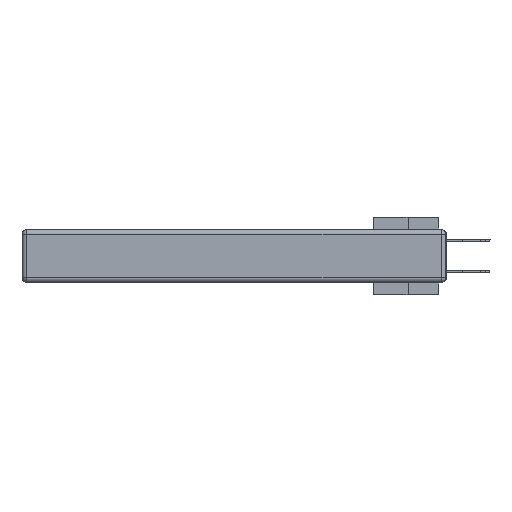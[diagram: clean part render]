
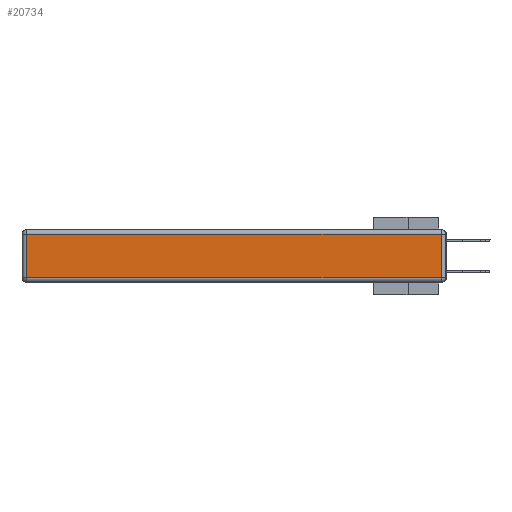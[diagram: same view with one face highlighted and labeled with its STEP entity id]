
A CAD part, left-side view. The second image highlights one B-rep face of the part: STEP entity #20734.
In plain terms, the highlighted planar face has unit normal (-1, 0, 0).
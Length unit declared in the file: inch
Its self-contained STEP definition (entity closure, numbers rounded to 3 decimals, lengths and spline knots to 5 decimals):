
#1739 = CARTESIAN_POINT ( 'NONE',  ( 0., 2.72, -0.313 ) ) ;
#2288 = EDGE_CURVE ( 'NONE', #26416, #25706, #6327, .T. ) ;
#2321 = VERTEX_POINT ( 'NONE', #1739 ) ;
#3733 = EDGE_CURVE ( 'NONE', #11293, #26416, #26312, .T. ) ;
#4347 = LINE ( 'NONE', #17795, #9131 ) ;
#6327 = LINE ( 'NONE', #13662, #29403 ) ;
#7152 = EDGE_LOOP ( 'NONE', ( #15796, #23257, #30057, #19375 ) ) ;
#9131 = VECTOR ( 'NONE', #11528, 39.37008 ) ;
#9554 = DIRECTION ( 'NONE',  ( 0., 0., 1. ) ) ;
#11293 = VERTEX_POINT ( 'NONE', #21822 ) ;
#11528 = DIRECTION ( 'NONE',  ( 0., 0., -1. ) ) ;
#12421 = CARTESIAN_POINT ( 'NONE',  ( 0., 0.03, -0.343 ) ) ;
#13662 = CARTESIAN_POINT ( 'NONE',  ( 0., 2.75, -0.03 ) ) ;
#14580 = VECTOR ( 'NONE', #9554, 39.37008 ) ;
#15460 = CARTESIAN_POINT ( 'NONE',  ( 0., 0., -0.313 ) ) ;
#15796 = ORIENTED_EDGE ( 'NONE', *, *, #21284, .T. ) ;
#15941 = DIRECTION ( 'NONE',  ( 0., 1., 0. ) ) ;
#17334 = CARTESIAN_POINT ( 'NONE',  ( 0., 0., -0.343 ) ) ;
#17487 = PLANE ( 'NONE',  #18935 ) ;
#17795 = CARTESIAN_POINT ( 'NONE',  ( 0., 2.72, -0.343 ) ) ;
#17800 = FACE_OUTER_BOUND ( 'NONE', #7152, .T. ) ;
#18935 = AXIS2_PLACEMENT_3D ( 'NONE', #17334, #26786, #24342 ) ;
#19375 = ORIENTED_EDGE ( 'NONE', *, *, #19506, .T. ) ;
#19506 = EDGE_CURVE ( 'NONE', #25706, #2321, #4347, .T. ) ;
#19933 = VECTOR ( 'NONE', #24916, 39.37008 ) ;
#20658 = LINE ( 'NONE', #15460, #19933 ) ;
#20734 = ADVANCED_FACE ( 'NONE', ( #17800 ), #17487, .T. ) ;
#20827 = CARTESIAN_POINT ( 'NONE',  ( 0., 2.72, -0.03 ) ) ;
#21284 = EDGE_CURVE ( 'NONE', #2321, #11293, #20658, .T. ) ;
#21822 = CARTESIAN_POINT ( 'NONE',  ( 0., 0.03, -0.313 ) ) ;
#23257 = ORIENTED_EDGE ( 'NONE', *, *, #3733, .T. ) ;
#24342 = DIRECTION ( 'NONE',  ( 0., 0., 1. ) ) ;
#24916 = DIRECTION ( 'NONE',  ( 0., -1., 0. ) ) ;
#25706 = VERTEX_POINT ( 'NONE', #20827 ) ;
#26312 = LINE ( 'NONE', #12421, #14580 ) ;
#26416 = VERTEX_POINT ( 'NONE', #26554 ) ;
#26554 = CARTESIAN_POINT ( 'NONE',  ( 0., 0.03, -0.03 ) ) ;
#26786 = DIRECTION ( 'NONE',  ( -1., 0., 0. ) ) ;
#29403 = VECTOR ( 'NONE', #15941, 39.37008 ) ;
#30057 = ORIENTED_EDGE ( 'NONE', *, *, #2288, .T. ) ;
